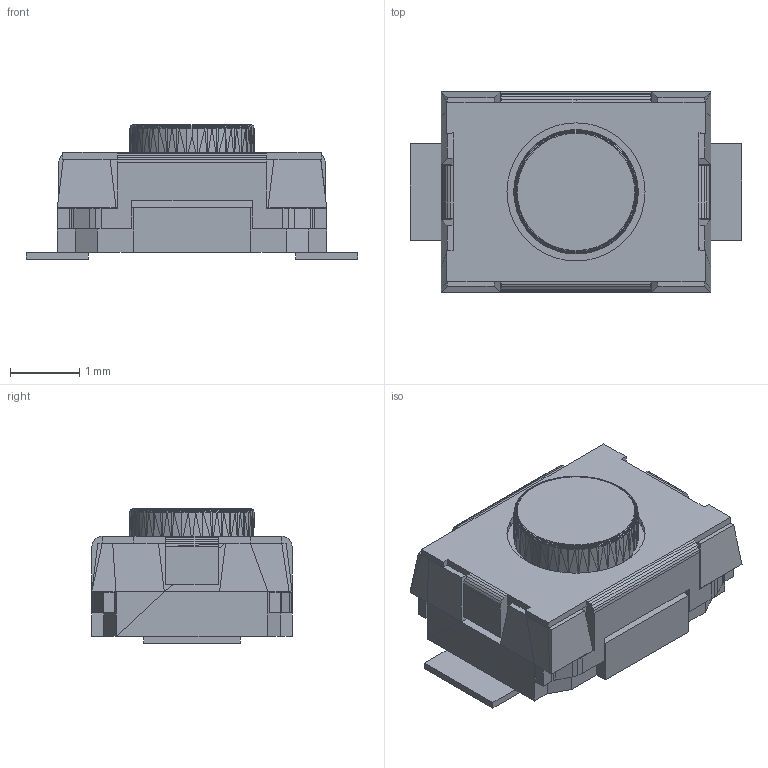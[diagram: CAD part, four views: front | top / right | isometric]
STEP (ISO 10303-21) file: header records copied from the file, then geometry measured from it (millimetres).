
FILE_DESCRIPTION(/* description */ (''),/* implementation_level */ '2;1');
FILE_NAME(/* name */ 'TS-1088-AR02016.step',/* time_stamp */ '2023-12-11T23:32:51+01:00',/* author */ (''),/* organization */ (''),/* preprocessor_version */ 'ST-DEVELOPER v20',/* originating_system */ 'Autodesk Translation Framework v12.14.0.127',/* authorisation */ '');
FILE_SCHEMA (('AUTOMOTIVE_DESIGN { 1 0 10303 214 3 1 1 }'));
Length unit declared in the file: millimetre
Products named in the file (1): (Unsaved)
Bounding box: 4.8 x 2.9 x 1.95 mm (x, y, z)
Volume: 16.2 mm3; surface area: 65.9 mm2
Topology: 3 solids, 3 shells, 1145 faces, 2056 edges, 919 vertices
Faces by surface type: plane 1145
Entity records: 25611 total; most frequent: DIRECTION 4348, CARTESIAN_POINT 4121, ORIENTED_EDGE 4112, LINE 2056, VECTOR 2056, EDGE_CURVE 2056, EDGE_LOOP 1147, AXIS2_PLACEMENT_3D 1146
